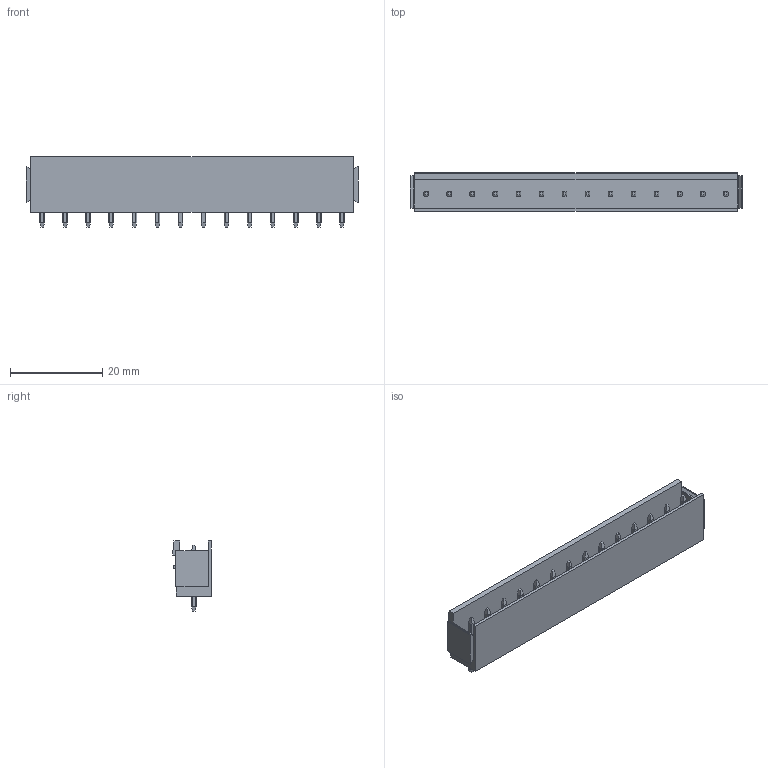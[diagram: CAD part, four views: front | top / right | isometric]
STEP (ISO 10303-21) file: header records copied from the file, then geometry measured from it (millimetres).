
FILE_DESCRIPTION(('CATIA V5 STEP Exchange','CAx-IF Rec.Pracs.--- Model Styling and Organization---1.2---2011-12-15'),'2;1');
FILE_NAME ('D1452971_0_1581900000_1581900000.stp','2018-10-12T04:47:53+00:00',('none'),('Weidmueller'),'CATIA Version 5-6 Release 2014','CATIA V5 STEP AP214','none');
FILE_SCHEMA(('AUTOMOTIVE_DESIGN { 1 0 10303 214 1 1 1 1 }'));
Length unit declared in the file: millimetre
Products named in the file (1): 1581900000
Bounding box: 72 x 8.43 x 15.2 mm (x, y, z)
Volume: 3183 mm3; surface area: 5284 mm2
Topology: 15 solids, 15 shells, 411 faces, 1131 edges, 750 vertices
Faces by surface type: plane 297, cylinder 114
Entity records: 12245 total; most frequent: CARTESIAN_POINT 2958, ORIENTED_EDGE 2262, DIRECTION 1323, EDGE_CURVE 1131, VECTOR 787, LINE 787, VERTEX_POINT 750, EDGE_LOOP 439
